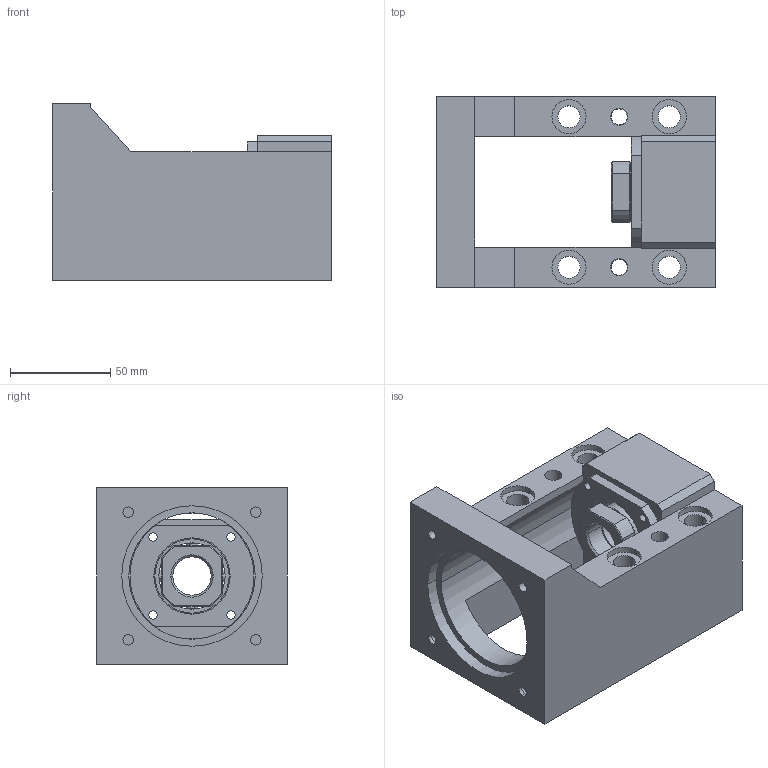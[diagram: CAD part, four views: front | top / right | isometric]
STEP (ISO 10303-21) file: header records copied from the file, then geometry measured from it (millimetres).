
FILE_DESCRIPTION(('CATIA V5 STEP Exchange'),'2;1');
FILE_NAME('TKZX20-80-XT01580054.stp','2019-10-24T16:11:42+00:00',('none'),('none'),'CATIA Version 5 Release 20 GA (IN-10)','CATIA V5 STEP AP203','none');
FILE_SCHEMA(('CONFIG_CONTROL_DESIGN'));
Length unit declared in the file: millimetre
Products named in the file (1): TKZX20-80-XT01580054_AllCATPart
Bounding box: 139 x 95 x 88 mm (x, y, z)
Volume: 491319.6 mm3; surface area: 103221.5 mm2
Topology: 18 solids, 21 shells, 259 faces, 640 edges, 386 vertices
Faces by surface type: cylinder 116, plane 73, sphere 32, torus 24, cone 14
Entity records: 6563 total; most frequent: CARTESIAN_POINT 1153, ORIENTED_EDGE 1152, DIRECTION 866, EDGE_CURVE 576, AXIS2_PLACEMENT_3D 487, VERTEX_POINT 386, CIRCLE 330, EDGE_LOOP 320
